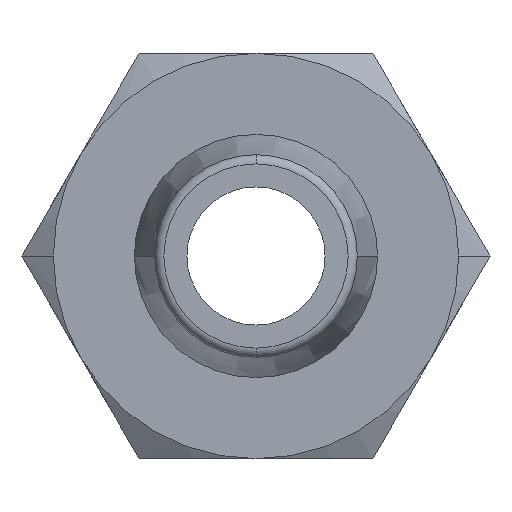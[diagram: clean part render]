
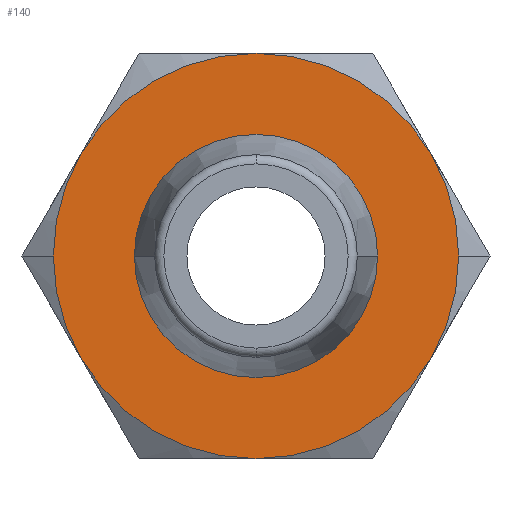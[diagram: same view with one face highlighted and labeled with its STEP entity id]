
A CAD part, front view. The second image highlights one B-rep face of the part: STEP entity #140.
In plain terms, the highlighted planar face has unit normal (0, -1, 0).
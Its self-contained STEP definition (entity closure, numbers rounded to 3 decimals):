
#140=ADVANCED_FACE('',(#297,#298),#299,.T.);
#297=FACE_OUTER_BOUND('',#466,.T.);
#298=FACE_BOUND('',#467,.T.);
#299=PLANE('',#468);
#466=EDGE_LOOP('',(#795,#796,#797,#798,#799,#800,#801,#802));
#467=EDGE_LOOP('',(#803,#804));
#468=AXIS2_PLACEMENT_3D('',#805,#806,#807);
#795=ORIENTED_EDGE('',*,*,#1051,.F.);
#796=ORIENTED_EDGE('',*,*,#1083,.F.);
#797=ORIENTED_EDGE('',*,*,#1081,.F.);
#798=ORIENTED_EDGE('',*,*,#1084,.F.);
#799=ORIENTED_EDGE('',*,*,#1085,.F.);
#800=ORIENTED_EDGE('',*,*,#1044,.F.);
#801=ORIENTED_EDGE('',*,*,#1086,.F.);
#802=ORIENTED_EDGE('',*,*,#1087,.F.);
#803=ORIENTED_EDGE('',*,*,#992,.F.);
#804=ORIENTED_EDGE('',*,*,#1067,.F.);
#805=CARTESIAN_POINT('',(5.5,20.2,0.0));
#806=DIRECTION('',(-0.0,-1.0,-0.0));
#807=DIRECTION('',(-1.0,0.0,0.0));
#992=EDGE_CURVE('',#1178,#1174,#1180,.T.);
#1044=EDGE_CURVE('',#1257,#1254,#1259,.T.);
#1051=EDGE_CURVE('',#1268,#1266,#1270,.T.);
#1067=EDGE_CURVE('',#1174,#1178,#1290,.T.);
#1081=EDGE_CURVE('',#1206,#1232,#1306,.T.);
#1083=EDGE_CURVE('',#1232,#1268,#1308,.T.);
#1084=EDGE_CURVE('',#1309,#1206,#1310,.T.);
#1085=EDGE_CURVE('',#1254,#1309,#1311,.T.);
#1086=EDGE_CURVE('',#1242,#1257,#1312,.T.);
#1087=EDGE_CURVE('',#1266,#1242,#1313,.T.);
#1174=VERTEX_POINT('',#1451);
#1178=VERTEX_POINT('',#1456);
#1180=CIRCLE('',#1459,6.6);
#1206=VERTEX_POINT('',#1491);
#1232=VERTEX_POINT('',#1554);
#1242=VERTEX_POINT('',#1598);
#1254=VERTEX_POINT('',#1656);
#1257=VERTEX_POINT('',#1670);
#1259=CIRCLE('',#1683,11.0);
#1266=VERTEX_POINT('',#1690);
#1268=VERTEX_POINT('',#1693);
#1270=CIRCLE('',#1706,11.0);
#1290=CIRCLE('',#1749,6.6);
#1306=CIRCLE('',#1790,11.0);
#1308=CIRCLE('',#1792,11.0);
#1309=VERTEX_POINT('',#1793);
#1310=CIRCLE('',#1794,11.0);
#1311=CIRCLE('',#1795,11.0);
#1312=CIRCLE('',#1796,11.0);
#1313=CIRCLE('',#1797,11.0);
#1451=CARTESIAN_POINT('',(6.6,20.2,0.));
#1456=CARTESIAN_POINT('',(-6.6,20.2,0.));
#1459=AXIS2_PLACEMENT_3D('',#1928,#1929,#1930);
#1491=CARTESIAN_POINT('',(-9.526,20.2,5.5));
#1554=CARTESIAN_POINT('',(0.,20.2,11.0));
#1598=CARTESIAN_POINT('',(9.526,20.2,-5.5));
#1656=CARTESIAN_POINT('',(-9.526,20.2,-5.5));
#1670=CARTESIAN_POINT('',(0.0,20.2,-11.0));
#1683=AXIS2_PLACEMENT_3D('',#1983,#1984,#1985);
#1690=CARTESIAN_POINT('',(11.0,20.2,0.));
#1693=CARTESIAN_POINT('',(9.526,20.2,5.5));
#1706=AXIS2_PLACEMENT_3D('',#1993,#1994,#1995);
#1749=AXIS2_PLACEMENT_3D('',#2018,#2019,#2020);
#1790=AXIS2_PLACEMENT_3D('',#2033,#2034,#2035);
#1792=AXIS2_PLACEMENT_3D('',#2036,#2037,#2038);
#1793=CARTESIAN_POINT('',(-11.0,20.2,0.));
#1794=AXIS2_PLACEMENT_3D('',#2039,#2040,#2041);
#1795=AXIS2_PLACEMENT_3D('',#2042,#2043,#2044);
#1796=AXIS2_PLACEMENT_3D('',#2045,#2046,#2047);
#1797=AXIS2_PLACEMENT_3D('',#2048,#2049,#2050);
#1928=CARTESIAN_POINT('',(0.0,20.2,0.0));
#1929=DIRECTION('',(0.0,-1.0,0.0));
#1930=DIRECTION('',(1.0,0.0,0.0));
#1983=CARTESIAN_POINT('',(0.0,20.2,0.0));
#1984=DIRECTION('',(-0.0,1.0,0.0));
#1985=DIRECTION('',(1.0,0.0,0.0));
#1993=CARTESIAN_POINT('',(0.0,20.2,0.0));
#1994=DIRECTION('',(-0.0,1.0,0.0));
#1995=DIRECTION('',(1.0,0.0,0.0));
#2018=CARTESIAN_POINT('',(0.0,20.2,0.0));
#2019=DIRECTION('',(0.0,-1.0,0.0));
#2020=DIRECTION('',(1.0,0.0,0.0));
#2033=CARTESIAN_POINT('',(0.0,20.2,0.0));
#2034=DIRECTION('',(-0.0,1.0,0.0));
#2035=DIRECTION('',(1.0,0.0,0.0));
#2036=CARTESIAN_POINT('',(0.0,20.2,0.0));
#2037=DIRECTION('',(-0.0,1.0,0.0));
#2038=DIRECTION('',(1.0,0.0,0.0));
#2039=CARTESIAN_POINT('',(0.0,20.2,0.0));
#2040=DIRECTION('',(-0.0,1.0,0.0));
#2041=DIRECTION('',(1.0,0.0,0.0));
#2042=CARTESIAN_POINT('',(0.0,20.2,0.0));
#2043=DIRECTION('',(-0.0,1.0,0.0));
#2044=DIRECTION('',(1.0,0.0,0.0));
#2045=CARTESIAN_POINT('',(0.0,20.2,0.0));
#2046=DIRECTION('',(-0.0,1.0,0.0));
#2047=DIRECTION('',(1.0,0.0,0.0));
#2048=CARTESIAN_POINT('',(0.0,20.2,0.0));
#2049=DIRECTION('',(-0.0,1.0,0.0));
#2050=DIRECTION('',(1.0,0.0,0.0));
